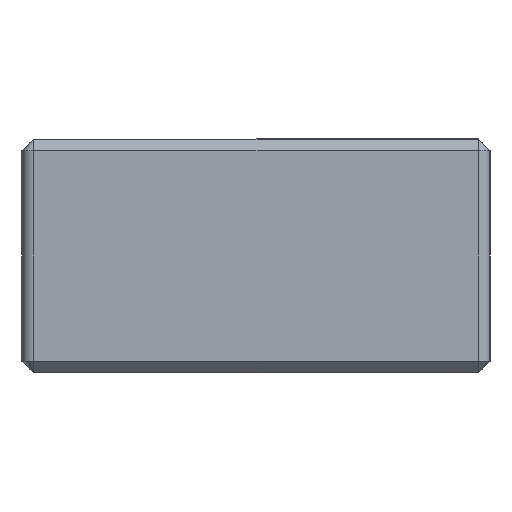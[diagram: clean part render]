
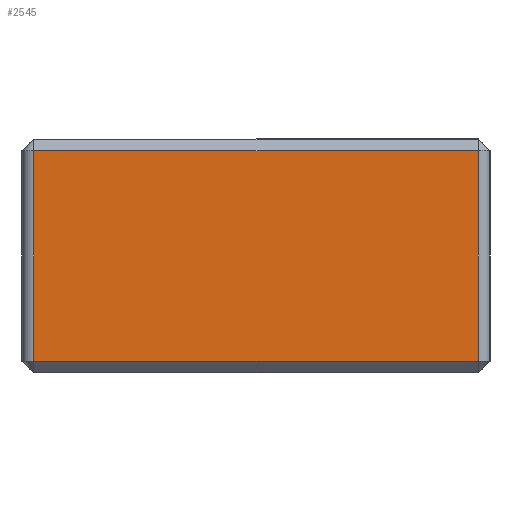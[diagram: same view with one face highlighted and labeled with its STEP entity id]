
A CAD part, left-side view. The second image highlights one B-rep face of the part: STEP entity #2545.
In plain terms, the highlighted planar face has unit normal (-1, 0, 0).
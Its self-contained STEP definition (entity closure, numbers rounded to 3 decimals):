
#632 = PLANE('',#633);
#633 = AXIS2_PLACEMENT_3D('',#634,#635,#636);
#634 = CARTESIAN_POINT('',(0.5,-39.,-0.5));
#635 = DIRECTION('',(-0.707,0.,0.707));
#636 = DIRECTION('',(-0.,-1.,-0.));
#1667 = VERTEX_POINT('',#1668);
#1668 = CARTESIAN_POINT('',(0.,-39.,-1.));
#1692 = EDGE_CURVE('',#1667,#1693,#1695,.T.);
#1693 = VERTEX_POINT('',#1694);
#1694 = CARTESIAN_POINT('',(0.,-1.,-1.));
#1695 = SURFACE_CURVE('',#1696,(#1700,#1707),.PCURVE_S1.);
#1696 = LINE('',#1697,#1698);
#1697 = CARTESIAN_POINT('',(0.,-39.,-1.));
#1698 = VECTOR('',#1699,1.);
#1699 = DIRECTION('',(0.,1.,0.));
#1700 = PCURVE('',#632,#1701);
#1701 = DEFINITIONAL_REPRESENTATION('',(#1702),#1706);
#1702 = LINE('',#1703,#1704);
#1703 = CARTESIAN_POINT('',(-0.,-0.707));
#1704 = VECTOR('',#1705,1.);
#1705 = DIRECTION('',(-1.,0.));
#1706 = ( GEOMETRIC_REPRESENTATION_CONTEXT(2) 
PARAMETRIC_REPRESENTATION_CONTEXT() REPRESENTATION_CONTEXT('2D SPACE',''
  ) );
#1707 = PCURVE('',#1708,#1713);
#1708 = PLANE('',#1709);
#1709 = AXIS2_PLACEMENT_3D('',#1710,#1711,#1712);
#1710 = CARTESIAN_POINT('',(0.,-40.,0.));
#1711 = DIRECTION('',(1.,0.,0.));
#1712 = DIRECTION('',(0.,1.,0.));
#1713 = DEFINITIONAL_REPRESENTATION('',(#1714),#1718);
#1714 = LINE('',#1715,#1716);
#1715 = CARTESIAN_POINT('',(1.,-1.));
#1716 = VECTOR('',#1717,1.);
#1717 = DIRECTION('',(1.,0.));
#1718 = ( GEOMETRIC_REPRESENTATION_CONTEXT(2) 
PARAMETRIC_REPRESENTATION_CONTEXT() REPRESENTATION_CONTEXT('2D SPACE',''
  ) );
#2393 = CYLINDRICAL_SURFACE('',#2394,1.);
#2394 = AXIS2_PLACEMENT_3D('',#2395,#2396,#2397);
#2395 = CARTESIAN_POINT('',(1.,-1.,0.));
#2396 = DIRECTION('',(-0.,-0.,-1.));
#2397 = DIRECTION('',(0.,1.,0.));
#2533 = CYLINDRICAL_SURFACE('',#2534,1.);
#2534 = AXIS2_PLACEMENT_3D('',#2535,#2536,#2537);
#2535 = CARTESIAN_POINT('',(1.,-39.,0.));
#2536 = DIRECTION('',(-0.,-0.,-1.));
#2537 = DIRECTION('',(-1.,0.,0.));
#2545 = ADVANCED_FACE('',(#2546),#1708,.F.);
#2546 = FACE_BOUND('',#2547,.F.);
#2547 = EDGE_LOOP('',(#2548,#2571,#2599,#2620));
#2548 = ORIENTED_EDGE('',*,*,#2549,.T.);
#2549 = EDGE_CURVE('',#1667,#2550,#2552,.T.);
#2550 = VERTEX_POINT('',#2551);
#2551 = CARTESIAN_POINT('',(0.,-39.,-19.));
#2552 = SURFACE_CURVE('',#2553,(#2557,#2564),.PCURVE_S1.);
#2553 = LINE('',#2554,#2555);
#2554 = CARTESIAN_POINT('',(0.,-39.,0.));
#2555 = VECTOR('',#2556,1.);
#2556 = DIRECTION('',(-0.,-0.,-1.));
#2557 = PCURVE('',#1708,#2558);
#2558 = DEFINITIONAL_REPRESENTATION('',(#2559),#2563);
#2559 = LINE('',#2560,#2561);
#2560 = CARTESIAN_POINT('',(1.,0.));
#2561 = VECTOR('',#2562,1.);
#2562 = DIRECTION('',(-0.,-1.));
#2563 = ( GEOMETRIC_REPRESENTATION_CONTEXT(2) 
PARAMETRIC_REPRESENTATION_CONTEXT() REPRESENTATION_CONTEXT('2D SPACE',''
  ) );
#2564 = PCURVE('',#2533,#2565);
#2565 = DEFINITIONAL_REPRESENTATION('',(#2566),#2570);
#2566 = LINE('',#2567,#2568);
#2567 = CARTESIAN_POINT('',(-0.,0.));
#2568 = VECTOR('',#2569,1.);
#2569 = DIRECTION('',(-0.,1.));
#2570 = ( GEOMETRIC_REPRESENTATION_CONTEXT(2) 
PARAMETRIC_REPRESENTATION_CONTEXT() REPRESENTATION_CONTEXT('2D SPACE',''
  ) );
#2571 = ORIENTED_EDGE('',*,*,#2572,.T.);
#2572 = EDGE_CURVE('',#2550,#2573,#2575,.T.);
#2573 = VERTEX_POINT('',#2574);
#2574 = CARTESIAN_POINT('',(0.,-1.,-19.));
#2575 = SURFACE_CURVE('',#2576,(#2580,#2587),.PCURVE_S1.);
#2576 = LINE('',#2577,#2578);
#2577 = CARTESIAN_POINT('',(0.,-39.,-19.));
#2578 = VECTOR('',#2579,1.);
#2579 = DIRECTION('',(0.,1.,0.));
#2580 = PCURVE('',#1708,#2581);
#2581 = DEFINITIONAL_REPRESENTATION('',(#2582),#2586);
#2582 = LINE('',#2583,#2584);
#2583 = CARTESIAN_POINT('',(1.,-19.));
#2584 = VECTOR('',#2585,1.);
#2585 = DIRECTION('',(1.,0.));
#2586 = ( GEOMETRIC_REPRESENTATION_CONTEXT(2) 
PARAMETRIC_REPRESENTATION_CONTEXT() REPRESENTATION_CONTEXT('2D SPACE',''
  ) );
#2587 = PCURVE('',#2588,#2593);
#2588 = PLANE('',#2589);
#2589 = AXIS2_PLACEMENT_3D('',#2590,#2591,#2592);
#2590 = CARTESIAN_POINT('',(0.5,-39.,-19.5));
#2591 = DIRECTION('',(0.707,0.,0.707));
#2592 = DIRECTION('',(0.,-1.,0.));
#2593 = DEFINITIONAL_REPRESENTATION('',(#2594),#2598);
#2594 = LINE('',#2595,#2596);
#2595 = CARTESIAN_POINT('',(-0.,-0.707));
#2596 = VECTOR('',#2597,1.);
#2597 = DIRECTION('',(-1.,0.));
#2598 = ( GEOMETRIC_REPRESENTATION_CONTEXT(2) 
PARAMETRIC_REPRESENTATION_CONTEXT() REPRESENTATION_CONTEXT('2D SPACE',''
  ) );
#2599 = ORIENTED_EDGE('',*,*,#2600,.F.);
#2600 = EDGE_CURVE('',#1693,#2573,#2601,.T.);
#2601 = SURFACE_CURVE('',#2602,(#2606,#2613),.PCURVE_S1.);
#2602 = LINE('',#2603,#2604);
#2603 = CARTESIAN_POINT('',(0.,-1.,0.));
#2604 = VECTOR('',#2605,1.);
#2605 = DIRECTION('',(-0.,-0.,-1.));
#2606 = PCURVE('',#1708,#2607);
#2607 = DEFINITIONAL_REPRESENTATION('',(#2608),#2612);
#2608 = LINE('',#2609,#2610);
#2609 = CARTESIAN_POINT('',(39.,0.));
#2610 = VECTOR('',#2611,1.);
#2611 = DIRECTION('',(-0.,-1.));
#2612 = ( GEOMETRIC_REPRESENTATION_CONTEXT(2) 
PARAMETRIC_REPRESENTATION_CONTEXT() REPRESENTATION_CONTEXT('2D SPACE',''
  ) );
#2613 = PCURVE('',#2393,#2614);
#2614 = DEFINITIONAL_REPRESENTATION('',(#2615),#2619);
#2615 = LINE('',#2616,#2617);
#2616 = CARTESIAN_POINT('',(-1.571,0.));
#2617 = VECTOR('',#2618,1.);
#2618 = DIRECTION('',(-0.,1.));
#2619 = ( GEOMETRIC_REPRESENTATION_CONTEXT(2) 
PARAMETRIC_REPRESENTATION_CONTEXT() REPRESENTATION_CONTEXT('2D SPACE',''
  ) );
#2620 = ORIENTED_EDGE('',*,*,#1692,.F.);
